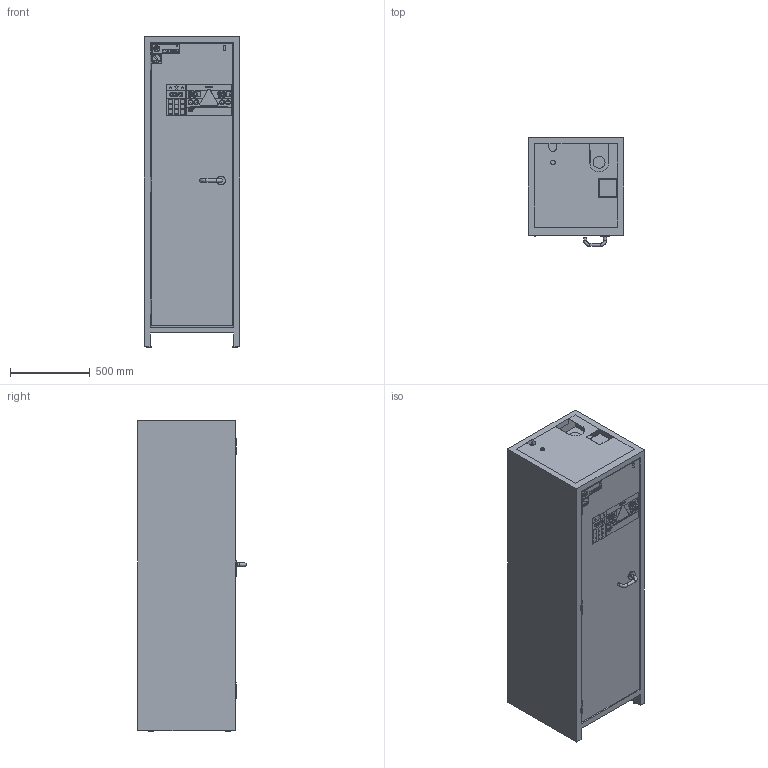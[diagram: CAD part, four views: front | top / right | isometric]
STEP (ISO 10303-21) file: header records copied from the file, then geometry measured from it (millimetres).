
FILE_DESCRIPTION(/* description */ (''),/* implementation_level */ '2;1');
FILE_NAME(/* name */ 'IO90.195.060.CS.WDC_41419-047-41362 3er_CD.stp',/* time_stamp */ '2023-10-11T12:09:58+02:00',/* author */ ('mirudolph'),/* organization */ ('asecos® GmbH'),/* preprocessor_version */ 'ST-DEVELOPER v17.2',/* originating_system */ 'Autodesk Inventor 2019',/* authorisation */ '');
FILE_SCHEMA (('AUTOMOTIVE_DESIGN { 1 0 10303 214 3 1 1 }'));
Length unit declared in the file: millimetre
Products named in the file (1): IO90.195.060.CS.WDC_41419-047-41362 3er_CD
Bounding box: 599.76 x 682.58 x 1954.09 mm (x, y, z)
Volume: 283602130.6 mm3; surface area: 12832156.9 mm2
Topology: 4 solids, 6 shells, 1468 faces, 3893 edges, 2560 vertices
Faces by surface type: plane 1045, bspline 228, cylinder 182, torus 13
Full cylindrical faces by diameter (mm): 4.5 x2, 5 x4, 6 x1, 6.742 x1, 7 x4, 8 x1, 8.1 x2, 9.5 x1, 20 x5, 29 x1, 30 x2, 31 x2, 31.8 x4, 33 x1, 33.8 x1, 37.8 x1, 44 x1, 50 x1, 55 x2, 75 x2, 119 x1
Entity records: 48287 total; most frequent: CARTESIAN_POINT 11049, ORIENTED_EDGE 7786, DIRECTION 6348, EDGE_CURVE 3893, LINE 3032, VECTOR 3032, VERTEX_POINT 2560, EDGE_LOOP 1715
